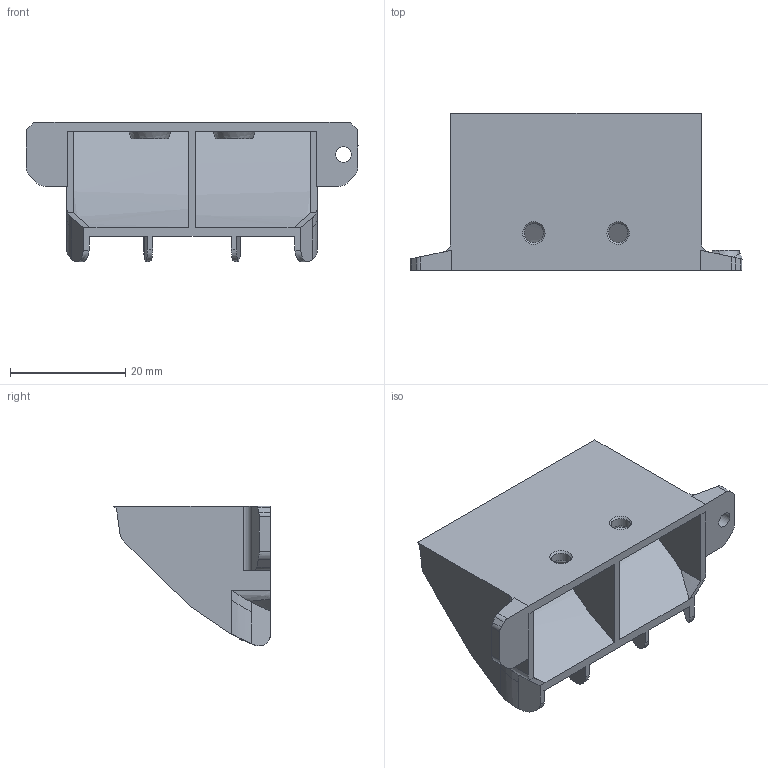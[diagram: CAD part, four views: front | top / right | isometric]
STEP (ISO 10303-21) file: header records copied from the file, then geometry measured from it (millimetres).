
FILE_DESCRIPTION(/* description */ (''),/* implementation_level */ '2;1');
FILE_NAME(/* name */ 'UHF_AUX_Aero_Diverter.step',/* time_stamp */ '2026-01-05T16:00:08Z',/* author */ (''),/* organization */ (''),/* preprocessor_version */ 'ST-DEVELOPER v20.1',/* originating_system */ 'Autodesk Translation Framework v14.21.0.0',/* authorisation */ '');
FILE_SCHEMA (('AUTOMOTIVE_DESIGN { 1 0 10303 214 3 1 1 }'));
Length unit declared in the file: millimetre
Products named in the file (1): (Unsaved)
Bounding box: 57.5 x 27.17 x 24.21 mm (x, y, z)
Volume: 5352.7 mm3; surface area: 7822.7 mm2
Topology: 1 solids, 1 shells, 121 faces, 348 edges, 229 vertices
Faces by surface type: plane 54, bspline 35, cylinder 26, cone 6
Full cylindrical faces by diameter (mm): 2.7 x1, 3.3 x2
Entity records: 5633 total; most frequent: CARTESIAN_POINT 2645, ORIENTED_EDGE 692, DIRECTION 494, EDGE_CURVE 346, VERTEX_POINT 229, LINE 180, VECTOR 180, AXIS2_PLACEMENT_3D 157
